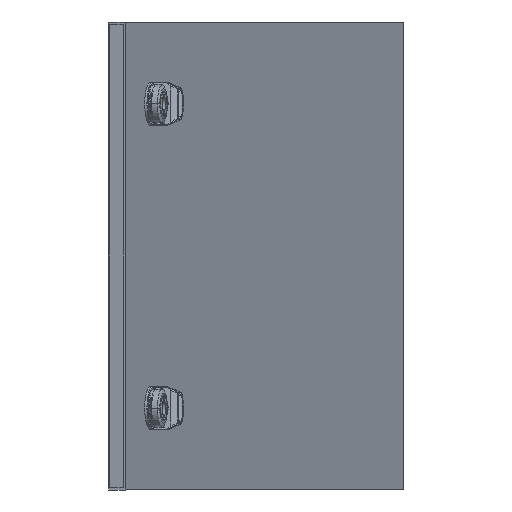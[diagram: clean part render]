
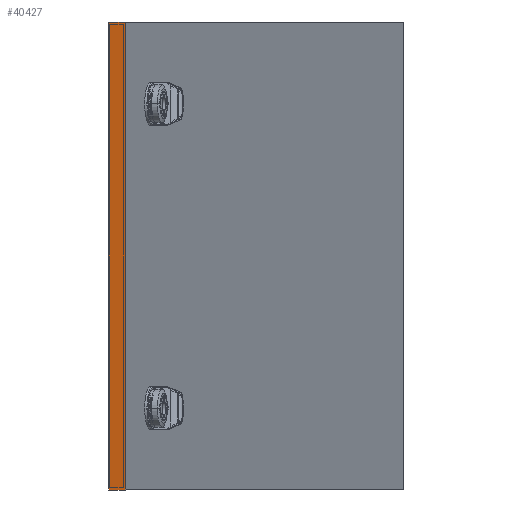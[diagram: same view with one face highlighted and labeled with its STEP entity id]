
A CAD part, front view. The second image highlights one B-rep face of the part: STEP entity #40427.
In plain terms, the highlighted planar face has unit normal (-0.259, -0.966, 0).
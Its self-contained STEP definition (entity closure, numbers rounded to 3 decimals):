
#3697 = LINE ( 'NONE', #36894, #13695 ) ;
#6688 = VERTEX_POINT ( 'NONE', #37839 ) ;
#12810 = VERTEX_POINT ( 'NONE', #77675 ) ;
#13695 = VECTOR ( 'NONE', #51880, 1000. ) ;
#18939 = EDGE_CURVE ( 'NONE', #12810, #79277, #74457, .T. ) ;
#18976 = AXIS2_PLACEMENT_3D ( 'NONE', #98145, #100886, #108651 ) ;
#19134 = CARTESIAN_POINT ( 'NONE',  ( -201.157, -696.493, -148. ) ) ;
#21191 = VECTOR ( 'NONE', #107188, 1000. ) ;
#22587 = EDGE_CURVE ( 'NONE', #6688, #24836, #99794, .T. ) ;
#24836 = VERTEX_POINT ( 'NONE', #77678 ) ;
#28973 = ORIENTED_EDGE ( 'NONE', *, *, #37003, .T. ) ;
#33879 = ORIENTED_EDGE ( 'NONE', *, *, #22587, .T. ) ;
#36894 = CARTESIAN_POINT ( 'NONE',  ( -189.082, -699.726, 25. ) ) ;
#37003 = EDGE_CURVE ( 'NONE', #12810, #6688, #3697, .T. ) ;
#37839 = CARTESIAN_POINT ( 'NONE',  ( -189.082, -699.726, 198. ) ) ;
#40384 = VECTOR ( 'NONE', #100348, 1000. ) ;
#40427 = ADVANCED_FACE ( 'NONE', ( #55428 ), #106499, .F. ) ;
#40866 = CARTESIAN_POINT ( 'NONE',  ( -201.157, -696.493, 25. ) ) ;
#42186 = ORIENTED_EDGE ( 'NONE', *, *, #60585, .T. ) ;
#46697 = CARTESIAN_POINT ( 'NONE',  ( -186.34, -700.46, -148. ) ) ;
#48007 = EDGE_LOOP ( 'NONE', ( #28973, #33879, #42186, #105289 ) ) ;
#51880 = DIRECTION ( 'NONE',  ( 0., 0., 1. ) ) ;
#55428 = FACE_OUTER_BOUND ( 'NONE', #48007, .T. ) ;
#60585 = EDGE_CURVE ( 'NONE', #24836, #79277, #64788, .T. ) ;
#64788 = LINE ( 'NONE', #40866, #70227 ) ;
#65351 = DIRECTION ( 'NONE',  ( 0., 0., -1. ) ) ;
#70227 = VECTOR ( 'NONE', #65351, 1000. ) ;
#74457 = LINE ( 'NONE', #46697, #21191 ) ;
#77675 = CARTESIAN_POINT ( 'NONE',  ( -189.082, -699.726, -148. ) ) ;
#77678 = CARTESIAN_POINT ( 'NONE',  ( -201.157, -696.493, 198. ) ) ;
#79277 = VERTEX_POINT ( 'NONE', #19134 ) ;
#91489 = CARTESIAN_POINT ( 'NONE',  ( -186.34, -700.46, 198. ) ) ;
#98145 = CARTESIAN_POINT ( 'NONE',  ( -191.014, -699.208, 25. ) ) ;
#99794 = LINE ( 'NONE', #91489, #40384 ) ;
#100348 = DIRECTION ( 'NONE',  ( -0.966, 0.259, 0. ) ) ;
#100886 = DIRECTION ( 'NONE',  ( 0.259, 0.966, 0. ) ) ;
#105289 = ORIENTED_EDGE ( 'NONE', *, *, #18939, .F. ) ;
#106499 = PLANE ( 'NONE',  #18976 ) ;
#107188 = DIRECTION ( 'NONE',  ( -0.966, 0.259, 0. ) ) ;
#108651 = DIRECTION ( 'NONE',  ( -0.966, 0.259, 0. ) ) ;
